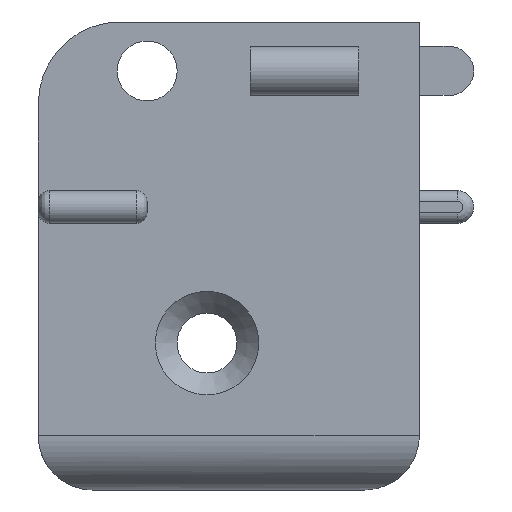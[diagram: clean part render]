
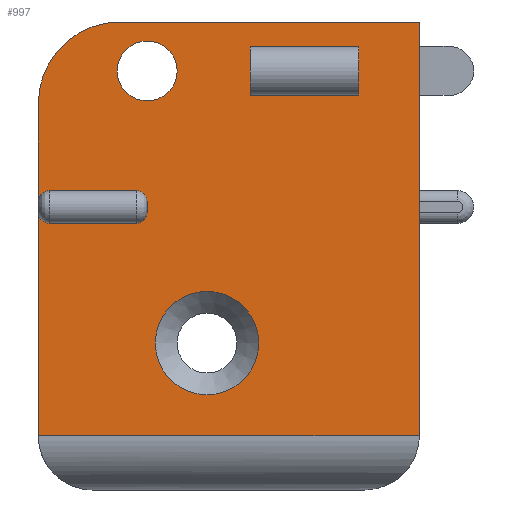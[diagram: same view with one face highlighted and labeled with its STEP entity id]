
A CAD part, left-side view. The second image highlights one B-rep face of the part: STEP entity #997.
In plain terms, the highlighted planar face has unit normal (-1, 0, 0).
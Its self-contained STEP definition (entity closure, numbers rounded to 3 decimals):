
#45=FACE_BOUND('',#145,.T.);
#46=FACE_BOUND('',#146,.T.);
#47=FACE_BOUND('',#147,.T.);
#57=PLANE('',#1071);
#86=FACE_OUTER_BOUND('',#144,.T.);
#144=EDGE_LOOP('',(#701,#702,#703,#704,#705,#706,#707,#708,#709,#710,#711,
#712,#713));
#145=EDGE_LOOP('',(#714));
#146=EDGE_LOOP('',(#715,#716,#717,#718));
#147=EDGE_LOOP('',(#719));
#214=LINE('',#1492,#311);
#215=LINE('',#1494,#312);
#216=LINE('',#1496,#313);
#217=LINE('',#1500,#314);
#218=LINE('',#1504,#315);
#219=LINE('',#1508,#316);
#220=LINE('',#1512,#317);
#221=LINE('',#1515,#318);
#222=LINE('',#1520,#319);
#223=LINE('',#1522,#320);
#224=LINE('',#1524,#321);
#225=LINE('',#1525,#322);
#311=VECTOR('',#1184,10.);
#312=VECTOR('',#1185,10.);
#313=VECTOR('',#1186,10.);
#314=VECTOR('',#1189,10.);
#315=VECTOR('',#1192,10.);
#316=VECTOR('',#1195,10.);
#317=VECTOR('',#1198,10.);
#318=VECTOR('',#1201,10.);
#319=VECTOR('',#1204,10.);
#320=VECTOR('',#1205,10.);
#321=VECTOR('',#1206,10.);
#322=VECTOR('',#1207,10.);
#407=CIRCLE('',#1069,4.75);
#409=CIRCLE('',#1072,7.5);
#410=CIRCLE('',#1073,1.);
#411=CIRCLE('',#1074,1.);
#412=CIRCLE('',#1075,1.);
#413=CIRCLE('',#1076,1.);
#414=CIRCLE('',#1077,2.75);
#455=VERTEX_POINT('',#1484);
#457=VERTEX_POINT('',#1490);
#458=VERTEX_POINT('',#1491);
#459=VERTEX_POINT('',#1493);
#460=VERTEX_POINT('',#1495);
#461=VERTEX_POINT('',#1497);
#462=VERTEX_POINT('',#1499);
#463=VERTEX_POINT('',#1501);
#464=VERTEX_POINT('',#1503);
#465=VERTEX_POINT('',#1505);
#466=VERTEX_POINT('',#1507);
#467=VERTEX_POINT('',#1509);
#468=VERTEX_POINT('',#1511);
#469=VERTEX_POINT('',#1513);
#470=VERTEX_POINT('',#1516);
#471=VERTEX_POINT('',#1518);
#472=VERTEX_POINT('',#1519);
#473=VERTEX_POINT('',#1521);
#474=VERTEX_POINT('',#1523);
#549=EDGE_CURVE('',#455,#455,#407,.T.);
#552=EDGE_CURVE('',#457,#458,#214,.T.);
#553=EDGE_CURVE('',#457,#459,#215,.T.);
#554=EDGE_CURVE('',#460,#459,#216,.T.);
#555=EDGE_CURVE('',#461,#460,#409,.T.);
#556=EDGE_CURVE('',#462,#461,#217,.T.);
#557=EDGE_CURVE('',#463,#462,#410,.F.);
#558=EDGE_CURVE('',#463,#464,#218,.T.);
#559=EDGE_CURVE('',#465,#464,#411,.F.);
#560=EDGE_CURVE('',#465,#466,#219,.T.);
#561=EDGE_CURVE('',#467,#466,#412,.F.);
#562=EDGE_CURVE('',#467,#468,#220,.T.);
#563=EDGE_CURVE('',#469,#468,#413,.F.);
#564=EDGE_CURVE('',#458,#469,#221,.T.);
#565=EDGE_CURVE('',#470,#470,#414,.T.);
#566=EDGE_CURVE('',#471,#472,#222,.T.);
#567=EDGE_CURVE('',#472,#473,#223,.T.);
#568=EDGE_CURVE('',#473,#474,#224,.T.);
#569=EDGE_CURVE('',#474,#471,#225,.T.);
#701=ORIENTED_EDGE('',*,*,#552,.F.);
#702=ORIENTED_EDGE('',*,*,#553,.T.);
#703=ORIENTED_EDGE('',*,*,#554,.F.);
#704=ORIENTED_EDGE('',*,*,#555,.F.);
#705=ORIENTED_EDGE('',*,*,#556,.F.);
#706=ORIENTED_EDGE('',*,*,#557,.F.);
#707=ORIENTED_EDGE('',*,*,#558,.T.);
#708=ORIENTED_EDGE('',*,*,#559,.F.);
#709=ORIENTED_EDGE('',*,*,#560,.T.);
#710=ORIENTED_EDGE('',*,*,#561,.F.);
#711=ORIENTED_EDGE('',*,*,#562,.T.);
#712=ORIENTED_EDGE('',*,*,#563,.F.);
#713=ORIENTED_EDGE('',*,*,#564,.F.);
#714=ORIENTED_EDGE('',*,*,#565,.T.);
#715=ORIENTED_EDGE('',*,*,#566,.T.);
#716=ORIENTED_EDGE('',*,*,#567,.T.);
#717=ORIENTED_EDGE('',*,*,#568,.T.);
#718=ORIENTED_EDGE('',*,*,#569,.T.);
#719=ORIENTED_EDGE('',*,*,#549,.F.);
#997=ADVANCED_FACE('',(#86,#45,#46,#47),#57,.T.);
#1069=AXIS2_PLACEMENT_3D('',#1485,#1177,#1178);
#1071=AXIS2_PLACEMENT_3D('',#1489,#1182,#1183);
#1072=AXIS2_PLACEMENT_3D('',#1498,#1187,#1188);
#1073=AXIS2_PLACEMENT_3D('',#1502,#1190,#1191);
#1074=AXIS2_PLACEMENT_3D('',#1506,#1193,#1194);
#1075=AXIS2_PLACEMENT_3D('',#1510,#1196,#1197);
#1076=AXIS2_PLACEMENT_3D('',#1514,#1199,#1200);
#1077=AXIS2_PLACEMENT_3D('',#1517,#1202,#1203);
#1177=DIRECTION('center_axis',(-1.,0.,0.));
#1178=DIRECTION('ref_axis',(0.,1.,0.));
#1182=DIRECTION('center_axis',(-1.,0.,0.));
#1183=DIRECTION('ref_axis',(0.,-1.,0.));
#1184=DIRECTION('',(0.,1.,0.));
#1185=DIRECTION('',(0.,0.,1.));
#1186=DIRECTION('',(0.,-1.,0.));
#1187=DIRECTION('center_axis',(1.,0.,0.));
#1188=DIRECTION('ref_axis',(0.,0.707,0.707));
#1189=DIRECTION('',(0.,0.,1.));
#1190=DIRECTION('center_axis',(1.,0.,0.));
#1191=DIRECTION('ref_axis',(0.,0.707,0.707));
#1192=DIRECTION('',(0.,-1.,0.));
#1193=DIRECTION('center_axis',(1.,0.,0.));
#1194=DIRECTION('ref_axis',(0.,-0.707,0.707));
#1195=DIRECTION('',(0.,0.,-1.));
#1196=DIRECTION('center_axis',(1.,0.,0.));
#1197=DIRECTION('ref_axis',(0.,-0.707,-0.707));
#1198=DIRECTION('',(0.,1.,0.));
#1199=DIRECTION('center_axis',(1.,0.,0.));
#1200=DIRECTION('ref_axis',(0.,0.707,-0.707));
#1201=DIRECTION('',(0.,0.,1.));
#1202=DIRECTION('center_axis',(1.,0.,0.));
#1203=DIRECTION('ref_axis',(0.,1.,0.));
#1204=DIRECTION('',(0.,-1.,0.));
#1205=DIRECTION('',(0.,0.,-1.));
#1206=DIRECTION('',(0.,1.,0.));
#1207=DIRECTION('',(0.,0.,1.));
#1484=CARTESIAN_POINT('',(0.,14.75,13.5));
#1485=CARTESIAN_POINT('Origin',(0.,19.5,13.5));
#1489=CARTESIAN_POINT('Origin',(0.,35.,0.));
#1490=CARTESIAN_POINT('',(0.,0.,5.));
#1491=CARTESIAN_POINT('',(0.,35.,5.));
#1492=CARTESIAN_POINT('',(0.,26.25,5.));
#1493=CARTESIAN_POINT('',(0.,0.,43.));
#1494=CARTESIAN_POINT('',(0.,0.,0.));
#1495=CARTESIAN_POINT('',(0.,27.5,43.));
#1496=CARTESIAN_POINT('',(0.,0.,43.));
#1497=CARTESIAN_POINT('',(0.,35.,35.5));
#1498=CARTESIAN_POINT('Origin',(0.,27.5,35.5));
#1499=CARTESIAN_POINT('',(0.,35.,26.5));
#1500=CARTESIAN_POINT('',(0.,35.,0.));
#1501=CARTESIAN_POINT('',(0.,34.,27.5));
#1502=CARTESIAN_POINT('Origin',(0.,34.,26.5));
#1503=CARTESIAN_POINT('',(0.,26.,27.5));
#1504=CARTESIAN_POINT('',(0.,30.,27.5));
#1505=CARTESIAN_POINT('',(0.,25.,26.5));
#1506=CARTESIAN_POINT('Origin',(0.,26.,26.5));
#1507=CARTESIAN_POINT('',(0.,25.,25.5));
#1508=CARTESIAN_POINT('',(0.,25.,12.25));
#1509=CARTESIAN_POINT('',(0.,26.,24.5));
#1510=CARTESIAN_POINT('Origin',(0.,26.,25.5));
#1511=CARTESIAN_POINT('',(0.,34.,24.5));
#1512=CARTESIAN_POINT('',(0.,35.,24.5));
#1513=CARTESIAN_POINT('',(0.,35.,25.5));
#1514=CARTESIAN_POINT('Origin',(0.,34.,25.5));
#1515=CARTESIAN_POINT('',(0.,35.,0.));
#1516=CARTESIAN_POINT('',(0.,22.25,38.5));
#1517=CARTESIAN_POINT('Origin',(0.,25.,38.5));
#1518=CARTESIAN_POINT('',(0.,15.542,40.75));
#1519=CARTESIAN_POINT('',(0.,5.542,40.75));
#1520=CARTESIAN_POINT('',(0.,20.271,40.75));
#1521=CARTESIAN_POINT('',(0.,5.542,36.25));
#1522=CARTESIAN_POINT('',(0.,5.542,18.125));
#1523=CARTESIAN_POINT('',(0.,15.542,36.25));
#1524=CARTESIAN_POINT('',(0.,25.271,36.25));
#1525=CARTESIAN_POINT('',(0.,15.542,20.375));
